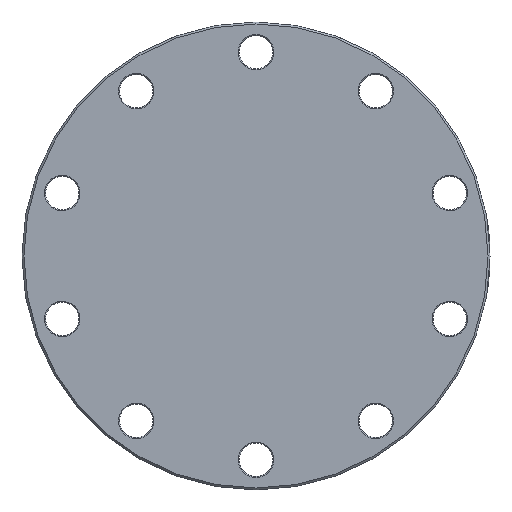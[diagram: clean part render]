
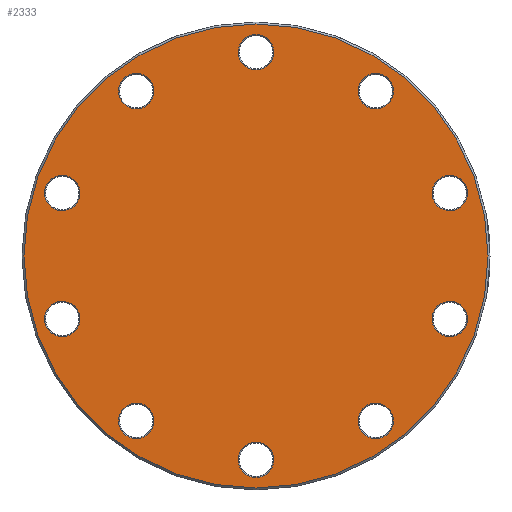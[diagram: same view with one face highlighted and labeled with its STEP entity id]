
A CAD part, front view. The second image highlights one B-rep face of the part: STEP entity #2333.
In plain terms, the highlighted planar face has unit normal (0, -1, 0).
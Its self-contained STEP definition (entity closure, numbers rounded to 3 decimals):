
#237=FACE_BOUND('',#436,.T.);
#238=FACE_BOUND('',#437,.T.);
#239=FACE_BOUND('',#438,.T.);
#240=FACE_BOUND('',#439,.T.);
#241=FACE_BOUND('',#440,.T.);
#242=FACE_BOUND('',#441,.T.);
#243=FACE_BOUND('',#442,.T.);
#244=FACE_BOUND('',#443,.T.);
#245=FACE_BOUND('',#444,.T.);
#246=FACE_BOUND('',#445,.T.);
#264=PLANE('',#2495);
#299=FACE_OUTER_BOUND('',#435,.T.);
#435=EDGE_LOOP('',(#1574));
#436=EDGE_LOOP('',(#1575));
#437=EDGE_LOOP('',(#1576));
#438=EDGE_LOOP('',(#1577));
#439=EDGE_LOOP('',(#1578));
#440=EDGE_LOOP('',(#1579));
#441=EDGE_LOOP('',(#1580));
#442=EDGE_LOOP('',(#1581));
#443=EDGE_LOOP('',(#1582));
#444=EDGE_LOOP('',(#1583));
#445=EDGE_LOOP('',(#1584));
#873=CIRCLE('',#2494,58.25);
#874=CIRCLE('',#2496,4.45);
#875=CIRCLE('',#2497,4.45);
#876=CIRCLE('',#2498,4.45);
#877=CIRCLE('',#2499,4.45);
#878=CIRCLE('',#2500,4.45);
#879=CIRCLE('',#2501,4.45);
#880=CIRCLE('',#2502,4.45);
#881=CIRCLE('',#2503,4.45);
#882=CIRCLE('',#2504,4.45);
#883=CIRCLE('',#2505,4.45);
#960=VERTEX_POINT('',#3146);
#961=VERTEX_POINT('',#3150);
#962=VERTEX_POINT('',#3152);
#963=VERTEX_POINT('',#3154);
#964=VERTEX_POINT('',#3156);
#965=VERTEX_POINT('',#3158);
#966=VERTEX_POINT('',#3160);
#967=VERTEX_POINT('',#3162);
#968=VERTEX_POINT('',#3164);
#969=VERTEX_POINT('',#3166);
#970=VERTEX_POINT('',#3168);
#1203=EDGE_CURVE('',#960,#960,#873,.T.);
#1204=EDGE_CURVE('',#961,#961,#874,.T.);
#1205=EDGE_CURVE('',#962,#962,#875,.T.);
#1206=EDGE_CURVE('',#963,#963,#876,.T.);
#1207=EDGE_CURVE('',#964,#964,#877,.T.);
#1208=EDGE_CURVE('',#965,#965,#878,.T.);
#1209=EDGE_CURVE('',#966,#966,#879,.T.);
#1210=EDGE_CURVE('',#967,#967,#880,.T.);
#1211=EDGE_CURVE('',#968,#968,#881,.T.);
#1212=EDGE_CURVE('',#969,#969,#882,.T.);
#1213=EDGE_CURVE('',#970,#970,#883,.T.);
#1574=ORIENTED_EDGE('',*,*,#1203,.F.);
#1575=ORIENTED_EDGE('',*,*,#1204,.F.);
#1576=ORIENTED_EDGE('',*,*,#1205,.F.);
#1577=ORIENTED_EDGE('',*,*,#1206,.F.);
#1578=ORIENTED_EDGE('',*,*,#1207,.F.);
#1579=ORIENTED_EDGE('',*,*,#1208,.F.);
#1580=ORIENTED_EDGE('',*,*,#1209,.F.);
#1581=ORIENTED_EDGE('',*,*,#1210,.F.);
#1582=ORIENTED_EDGE('',*,*,#1211,.F.);
#1583=ORIENTED_EDGE('',*,*,#1212,.F.);
#1584=ORIENTED_EDGE('',*,*,#1213,.F.);
#2333=ADVANCED_FACE('',(#299,#237,#238,#239,#240,#241,#242,#243,#244,#245,
#246),#264,.T.);
#2494=AXIS2_PLACEMENT_3D('',#3148,#2670,#2671);
#2495=AXIS2_PLACEMENT_3D('',#3149,#2672,#2673);
#2496=AXIS2_PLACEMENT_3D('',#3151,#2674,#2675);
#2497=AXIS2_PLACEMENT_3D('',#3153,#2676,#2677);
#2498=AXIS2_PLACEMENT_3D('',#3155,#2678,#2679);
#2499=AXIS2_PLACEMENT_3D('',#3157,#2680,#2681);
#2500=AXIS2_PLACEMENT_3D('',#3159,#2682,#2683);
#2501=AXIS2_PLACEMENT_3D('',#3161,#2684,#2685);
#2502=AXIS2_PLACEMENT_3D('',#3163,#2686,#2687);
#2503=AXIS2_PLACEMENT_3D('',#3165,#2688,#2689);
#2504=AXIS2_PLACEMENT_3D('',#3167,#2690,#2691);
#2505=AXIS2_PLACEMENT_3D('',#3169,#2692,#2693);
#2670=DIRECTION('center_axis',(0.,1.,0.));
#2671=DIRECTION('ref_axis',(1.,0.,0.));
#2672=DIRECTION('center_axis',(0.,-1.,0.));
#2673=DIRECTION('ref_axis',(0.,0.,-1.));
#2674=DIRECTION('center_axis',(0.,-1.,0.));
#2675=DIRECTION('ref_axis',(0.809,0.,0.588));
#2676=DIRECTION('center_axis',(0.,-1.,0.));
#2677=DIRECTION('ref_axis',(-0.309,0.,0.951));
#2678=DIRECTION('center_axis',(0.,-1.,0.));
#2679=DIRECTION('ref_axis',(-1.,0.,0.));
#2680=DIRECTION('center_axis',(0.,-1.,0.));
#2681=DIRECTION('ref_axis',(-0.309,0.,-0.951));
#2682=DIRECTION('center_axis',(0.,-1.,0.));
#2683=DIRECTION('ref_axis',(0.809,0.,-0.588));
#2684=DIRECTION('center_axis',(0.,-1.,0.));
#2685=DIRECTION('ref_axis',(1.,0.,0.));
#2686=DIRECTION('center_axis',(0.,-1.,0.));
#2687=DIRECTION('ref_axis',(0.309,0.,-0.951));
#2688=DIRECTION('center_axis',(0.,-1.,0.));
#2689=DIRECTION('ref_axis',(-0.809,0.,-0.588));
#2690=DIRECTION('center_axis',(0.,-1.,0.));
#2691=DIRECTION('ref_axis',(-0.809,0.,0.588));
#2692=DIRECTION('center_axis',(0.,-1.,0.));
#2693=DIRECTION('ref_axis',(0.309,0.,0.951));
#3146=CARTESIAN_POINT('',(-58.25,0.,0.));
#3148=CARTESIAN_POINT('Origin',(0.,0.,0.));
#3149=CARTESIAN_POINT('Origin',(-58.75,0.,0.));
#3150=CARTESIAN_POINT('',(26.465,0.,-43.997));
#3151=CARTESIAN_POINT('Origin',(30.065,0.,-41.381));
#3152=CARTESIAN_POINT('',(50.022,0.,11.574));
#3153=CARTESIAN_POINT('Origin',(48.647,0.,
15.806));
#3154=CARTESIAN_POINT('',(4.45,0.,51.15));
#3155=CARTESIAN_POINT('Origin',(0.,0.,
51.15));
#3156=CARTESIAN_POINT('',(-47.271,0.,20.038));
#3157=CARTESIAN_POINT('Origin',(-48.647,0.,
15.806));
#3158=CARTESIAN_POINT('',(-33.665,0.,-38.766));
#3159=CARTESIAN_POINT('Origin',(-30.065,0.,-41.381));
#3160=CARTESIAN_POINT('',(-4.45,0.,-51.15));
#3161=CARTESIAN_POINT('Origin',(0.,0.,-51.15));
#3162=CARTESIAN_POINT('',(-50.022,0.,-11.574));
#3163=CARTESIAN_POINT('Origin',(-48.647,0.,
-15.806));
#3164=CARTESIAN_POINT('',(-26.465,0.,43.997));
#3165=CARTESIAN_POINT('Origin',(-30.065,0.,41.381));
#3166=CARTESIAN_POINT('',(33.665,0.,38.766));
#3167=CARTESIAN_POINT('Origin',(30.065,0.,41.381));
#3168=CARTESIAN_POINT('',(47.271,0.,-20.038));
#3169=CARTESIAN_POINT('Origin',(48.647,0.,
-15.806));
